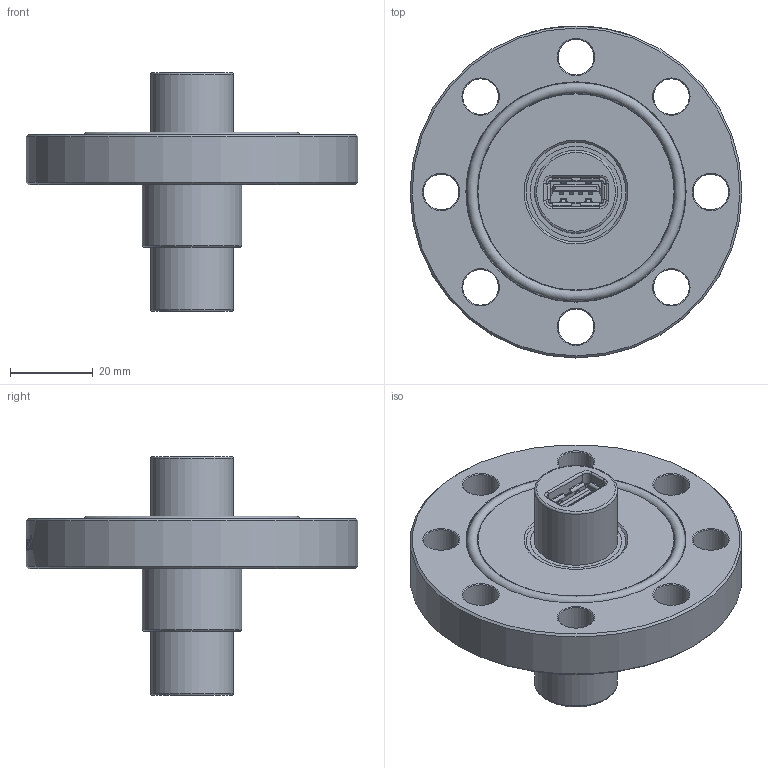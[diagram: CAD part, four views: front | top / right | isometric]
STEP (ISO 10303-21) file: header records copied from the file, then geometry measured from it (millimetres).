
FILE_DESCRIPTION (( 'STEP AP214' ), '1' );
FILE_NAME ('俋楷耀倰-C-HF40-1USB2-PRES.STEP', '2024-08-14T05:38:46', ( '' ), ( '' ), 'SwSTEP 2.0', 'SolidWorks 2020', '' );
FILE_SCHEMA (( 'AUTOMOTIVE_DESIGN' ));
Length unit declared in the file: millimetre
Products named in the file (7): SHD-USB2-A3; 俋楷耀倰-C-D24-USB2-A3; c-1734366-1-c1-3d; 俋楷耀倰-C-HF40-1USB2-PRES; 俋楷耀倰-FL-D24d176; FL-HF40-D24-475-PRES; O型密封圈-HF40-475
Assembly tree (8 placements, depth 3):
  俋楷耀倰-C-HF40-1USB2-PRES
    FL-HF40-D24-475-PRES
    俋楷耀倰-C-D24-USB2-A3
      俋楷耀倰-FL-D24d176
      c-1734366-1-c1-3d  x2
      SHD-USB2-A3  x2
    O型密封圈-HF40-475
Bounding box: 80 x 80 x 57.6 mm (x, y, z)
Volume: 65062.3 mm3; surface area: 27150.4 mm2
Topology: 7 solids, 7 shells, 903 faces, 2775 edges, 1980 vertices
Faces by surface type: plane 480, cylinder 208, bspline 158, cone 37, torus 20
Full cylindrical faces by diameter (mm): 8.6 x8, 17.6 x2, 20 x2, 22 x4, 24 x2, 47.5 x1, 52.9 x1, 80 x1
Entity records: 25944 total; most frequent: CARTESIAN_POINT 10514, ORIENTED_EDGE 3600, DIRECTION 2418, EDGE_CURVE 1800, VERTEX_POINT 1415, VECTOR 1066, LINE 1066, EDGE_LOOP 685
